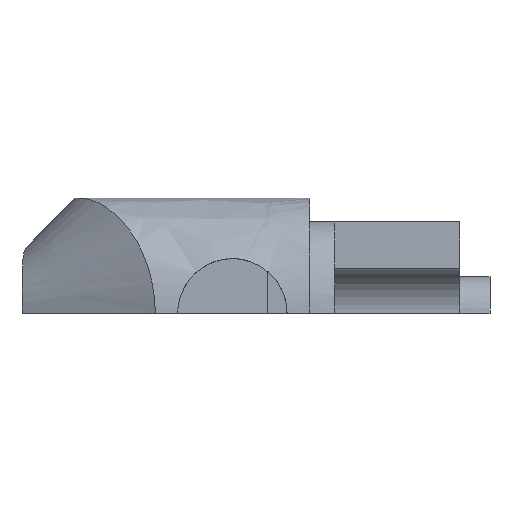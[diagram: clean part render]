
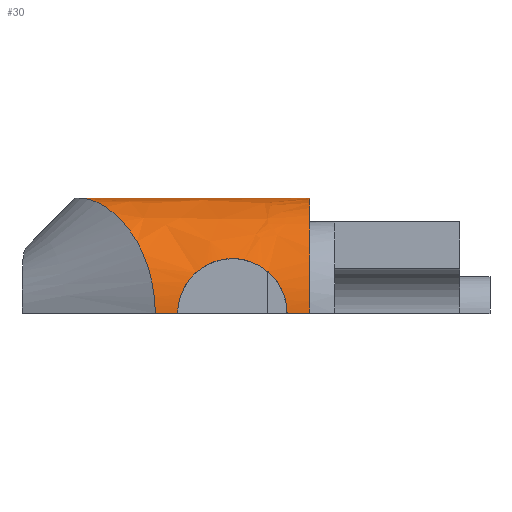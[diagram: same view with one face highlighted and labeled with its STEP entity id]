
A CAD part, top view. The second image highlights one B-rep face of the part: STEP entity #30.
In plain terms, the highlighted free-form (B-spline) face has degree [2, 1] with [3, 2] control points.
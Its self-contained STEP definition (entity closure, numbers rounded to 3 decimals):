
#30=ADVANCED_FACE('',(#113),#1386,.T.);
#113=FACE_OUTER_BOUND('',#196,.T.);
#196=EDGE_LOOP('',(#293,#294,#295,#296,#297,#298,#299));
#293=ORIENTED_EDGE('',*,*,#917,.F.);
#294=ORIENTED_EDGE('',*,*,#758,.F.);
#295=ORIENTED_EDGE('',*,*,#759,.T.);
#296=ORIENTED_EDGE('',*,*,#760,.T.);
#297=ORIENTED_EDGE('',*,*,#941,.F.);
#298=ORIENTED_EDGE('',*,*,#860,.F.);
#299=ORIENTED_EDGE('',*,*,#859,.F.);
#758=EDGE_CURVE('',#1227,#1226,#982,.T.);
#759=EDGE_CURVE('',#1227,#1228,#983,.T.);
#760=EDGE_CURVE('',#1228,#1225,#1059,.T.);
#859=EDGE_CURVE('',#1229,#1314,#1131,.T.);
#860=EDGE_CURVE('',#1314,#1230,#1132,.T.);
#917=EDGE_CURVE('',#1226,#1229,#1167,.T.);
#941=EDGE_CURVE('',#1230,#1225,#1036,.T.);
#982=(
BOUNDED_CURVE()
B_SPLINE_CURVE(2,(#4133,#4134,#4135),.UNSPECIFIED.,.F.,.F.)
B_SPLINE_CURVE_WITH_KNOTS((3,3),(-127.771,-111.278),
 .UNSPECIFIED.)
CURVE()
GEOMETRIC_REPRESENTATION_ITEM()
RATIONAL_B_SPLINE_CURVE((1.,0.707,1.))
REPRESENTATION_ITEM('')
);
#983=(
BOUNDED_CURVE()
B_SPLINE_CURVE(1,(#4136,#4137),.UNSPECIFIED.,.F.,.F.)
B_SPLINE_CURVE_WITH_KNOTS((2,2),(0.,12.489),.UNSPECIFIED.)
CURVE()
GEOMETRIC_REPRESENTATION_ITEM()
RATIONAL_B_SPLINE_CURVE((1.,1.))
REPRESENTATION_ITEM('')
);
#1036=(
BOUNDED_CURVE()
B_SPLINE_CURVE(1,(#5349,#5350),.UNSPECIFIED.,.F.,.F.)
B_SPLINE_CURVE_WITH_KNOTS((2,2),(7.222,8.458),
 .UNSPECIFIED.)
CURVE()
GEOMETRIC_REPRESENTATION_ITEM()
RATIONAL_B_SPLINE_CURVE((1.,1.))
REPRESENTATION_ITEM('')
);
#1059=B_SPLINE_CURVE_WITH_KNOTS('',3,(#4138,#4139,#4140,#4141,#4142,#4143,
#4144,#4145,#4146,#4147,#4148,#4149,#4150,#4151,#4152,#4153,#4154,#4155,
#4156,#4157,#4158,#4159,#4160),.UNSPECIFIED.,.F.,.F.,(4,1,1,1,1,1,1,1,1,
1,1,1,1,1,1,1,1,1,1,1,4),(2.006,2.626,3.282,
3.938,4.595,5.251,5.907,6.564,
7.22,7.877,8.533,9.189,9.846,
10.502,11.159,11.815,12.471,13.128,
13.784,14.44,15.097),.UNSPECIFIED.);
#1131=B_SPLINE_CURVE_WITH_KNOTS('',3,(#4798,#4799,#4800,#4801,#4802,#4803,
#4804,#4805,#4806,#4807,#4808),.UNSPECIFIED.,.F.,.F.,(4,2,3,2,4),(0.,
2.183,4.358,6.534,8.723),
 .UNSPECIFIED.);
#1132=B_SPLINE_CURVE_WITH_KNOTS('',3,(#4809,#4810,#4811,#4812,#4813,#4814,
#4815,#4816,#4817,#4818,#4819),.UNSPECIFIED.,.F.,.F.,(4,2,3,2,4),(8.723,
10.911,13.087,15.262,17.445),
 .UNSPECIFIED.);
#1167=B_SPLINE_CURVE_WITH_KNOTS('',1,(#5058,#5059),.UNSPECIFIED.,.F.,.F.,
(2,2),(-2.45,-0.2),.UNSPECIFIED.);
#1225=VERTEX_POINT('',#3971);
#1226=VERTEX_POINT('',#3972);
#1227=VERTEX_POINT('',#3973);
#1228=VERTEX_POINT('',#3974);
#1229=VERTEX_POINT('',#3975);
#1230=VERTEX_POINT('',#3976);
#1314=VERTEX_POINT('',#4060);
#1386=(
BOUNDED_SURFACE()
B_SPLINE_SURFACE(2,1,((#1554,#1555),(#1556,#1557),(#1558,#1559)),
 .UNSPECIFIED.,.F.,.F.,.F.)
B_SPLINE_SURFACE_WITH_KNOTS((3,3),(2,2),(111.278,127.771),
(0.,33.671),.UNSPECIFIED.)
GEOMETRIC_REPRESENTATION_ITEM()
RATIONAL_B_SPLINE_SURFACE(((1.,1.),(0.707,0.707),
(1.,1.)))
REPRESENTATION_ITEM('')
SURFACE()
);
#1554=CARTESIAN_POINT('',(-2.984,0.,11.05));
#1555=CARTESIAN_POINT('',(-64.291,0.,11.05));
#1556=CARTESIAN_POINT('',(-2.984,11.5,11.05));
#1557=CARTESIAN_POINT('',(-64.291,11.5,11.05));
#1558=CARTESIAN_POINT('',(-2.984,11.5,1.05));
#1559=CARTESIAN_POINT('',(-64.291,11.5,1.05));
#3971=CARTESIAN_POINT('',(-18.384,0.,11.05));
#3972=CARTESIAN_POINT('',(-2.984,0.,11.05));
#3973=CARTESIAN_POINT('',(-2.984,11.5,1.05));
#3974=CARTESIAN_POINT('',(-25.723,11.5,1.05));
#3975=CARTESIAN_POINT('',(-5.234,0.,11.05));
#3976=CARTESIAN_POINT('',(-16.134,0.,11.05));
#4060=CARTESIAN_POINT('',(-10.684,5.45,9.856));
#4133=CARTESIAN_POINT('',(-2.984,11.5,1.05));
#4134=CARTESIAN_POINT('',(-2.984,11.5,11.05));
#4135=CARTESIAN_POINT('',(-2.984,0.,11.05));
#4136=CARTESIAN_POINT('',(-2.984,11.5,1.05));
#4137=CARTESIAN_POINT('',(-25.723,11.5,1.05));
#4138=CARTESIAN_POINT('',(-25.723,11.5,1.05));
#4139=CARTESIAN_POINT('',(-25.601,11.496,1.319));
#4140=CARTESIAN_POINT('',(-25.327,11.476,1.862));
#4141=CARTESIAN_POINT('',(-24.868,11.363,2.653));
#4142=CARTESIAN_POINT('',(-24.372,11.182,3.428));
#4143=CARTESIAN_POINT('',(-23.86,10.935,4.176));
#4144=CARTESIAN_POINT('',(-23.342,10.628,4.896));
#4145=CARTESIAN_POINT('',(-22.826,10.26,5.589));
#4146=CARTESIAN_POINT('',(-22.317,9.834,6.252));
#4147=CARTESIAN_POINT('',(-21.82,9.352,6.886));
#4148=CARTESIAN_POINT('',(-21.34,8.815,7.488));
#4149=CARTESIAN_POINT('',(-20.881,8.223,8.055));
#4150=CARTESIAN_POINT('',(-20.449,7.58,8.584));
#4151=CARTESIAN_POINT('',(-20.046,6.886,9.072));
#4152=CARTESIAN_POINT('',(-19.677,6.145,9.515));
#4153=CARTESIAN_POINT('',(-19.347,5.36,9.909));
#4154=CARTESIAN_POINT('',(-19.059,4.534,10.252));
#4155=CARTESIAN_POINT('',(-18.818,3.673,10.538));
#4156=CARTESIAN_POINT('',(-18.626,2.782,10.765));
#4157=CARTESIAN_POINT('',(-18.487,1.868,10.929));
#4158=CARTESIAN_POINT('',(-18.403,0.939,11.028));
#4159=CARTESIAN_POINT('',(-18.384,0.313,11.05));
#4160=CARTESIAN_POINT('',(-18.384,0.,11.05));
#4798=CARTESIAN_POINT('',(-5.234,0.,11.05));
#4799=CARTESIAN_POINT('',(-5.234,0.726,11.05));
#4800=CARTESIAN_POINT('',(-5.378,1.439,10.989));
#4801=CARTESIAN_POINT('',(-5.931,2.761,10.775));
#4802=CARTESIAN_POINT('',(-6.331,3.355,10.626));
#4803=CARTESIAN_POINT('',(-6.83,3.854,10.472));
#4804=CARTESIAN_POINT('',(-7.329,4.353,10.318));
#4805=CARTESIAN_POINT('',(-7.923,4.753,10.16));
#4806=CARTESIAN_POINT('',(-9.244,5.305,9.927));
#4807=CARTESIAN_POINT('',(-9.956,5.45,9.856));
#4808=CARTESIAN_POINT('',(-10.684,5.45,9.856));
#4809=CARTESIAN_POINT('',(-10.684,5.45,9.856));
#4810=CARTESIAN_POINT('',(-11.412,5.45,9.856));
#4811=CARTESIAN_POINT('',(-12.124,5.305,9.927));
#4812=CARTESIAN_POINT('',(-13.444,4.753,10.16));
#4813=CARTESIAN_POINT('',(-14.039,4.353,10.318));
#4814=CARTESIAN_POINT('',(-14.538,3.854,10.472));
#4815=CARTESIAN_POINT('',(-15.037,3.355,10.626));
#4816=CARTESIAN_POINT('',(-15.437,2.761,10.775));
#4817=CARTESIAN_POINT('',(-15.989,1.439,10.989));
#4818=CARTESIAN_POINT('',(-16.134,0.726,11.05));
#4819=CARTESIAN_POINT('',(-16.134,0.,11.05));
#5058=CARTESIAN_POINT('',(-2.984,0.,11.05));
#5059=CARTESIAN_POINT('',(-5.234,0.,11.05));
#5349=CARTESIAN_POINT('',(-16.134,0.,11.05));
#5350=CARTESIAN_POINT('',(-18.384,0.,11.05));
